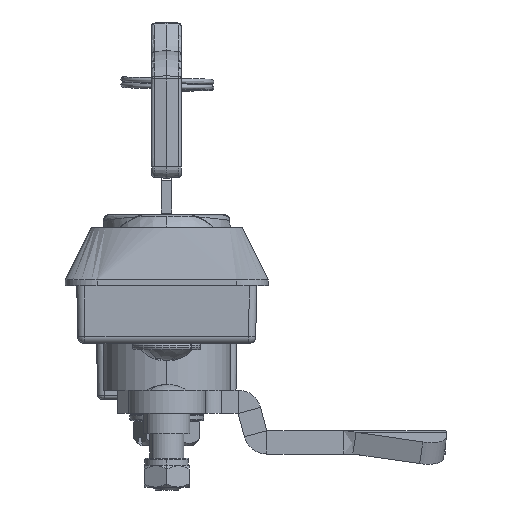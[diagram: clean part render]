
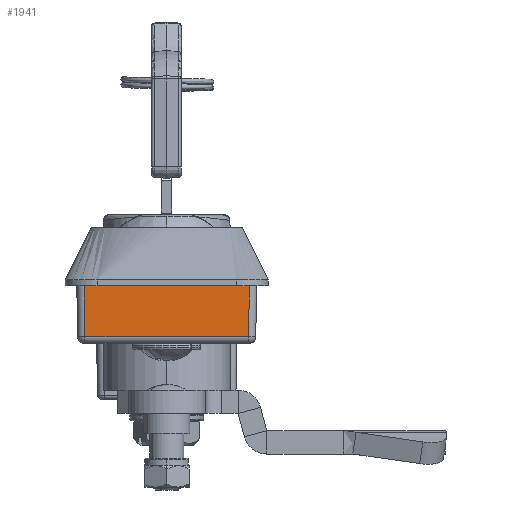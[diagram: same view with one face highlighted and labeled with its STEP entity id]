
A CAD part, left-side view. The second image highlights one B-rep face of the part: STEP entity #1941.
In plain terms, the highlighted planar face has unit normal (-1, 0, -0.018).
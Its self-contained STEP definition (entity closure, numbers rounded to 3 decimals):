
#399 = CARTESIAN_POINT ( 'NONE',  ( -51.847, -14.076, -8.772 ) ) ;
#1941 = ADVANCED_FACE ( 'NONE', ( #8774 ), #9212, .T. ) ;
#2665 = VERTEX_POINT ( 'NONE', #23737 ) ;
#3989 = LINE ( 'NONE', #399, #36629 ) ;
#4166 = VECTOR ( 'NONE', #27721, 1000. ) ;
#4406 = VECTOR ( 'NONE', #22320, 1000. ) ;
#6580 = CARTESIAN_POINT ( 'NONE',  ( -51.991, -14.241, -0.519 ) ) ;
#6793 = LINE ( 'NONE', #6580, #10382 ) ;
#8551 = DIRECTION ( 'NONE',  ( -0.017, 0., 1. ) ) ;
#8705 = CARTESIAN_POINT ( 'NONE',  ( -52., 14.251, 0.021 ) ) ;
#8774 = FACE_OUTER_BOUND ( 'NONE', #10085, .T. ) ;
#9212 = PLANE ( 'NONE',  #28517 ) ;
#10085 = EDGE_LOOP ( 'NONE', ( #28169, #39308, #14001, #14394 ) ) ;
#10382 = VECTOR ( 'NONE', #20413, 1000. ) ;
#14001 = ORIENTED_EDGE ( 'NONE', *, *, #24542, .T. ) ;
#14394 = ORIENTED_EDGE ( 'NONE', *, *, #15714, .F. ) ;
#15679 = DIRECTION ( 'NONE',  ( -1., 0., -0.017 ) ) ;
#15714 = EDGE_CURVE ( 'NONE', #2665, #30185, #38685, .T. ) ;
#16212 = VERTEX_POINT ( 'NONE', #38746 ) ;
#20413 = DIRECTION ( 'NONE',  ( -0.017, -0.017, 1. ) ) ;
#21699 = CARTESIAN_POINT ( 'NONE',  ( -52., 15.5, 0. ) ) ;
#22320 = DIRECTION ( 'NONE',  ( 0.017, -0.017, -1. ) ) ;
#23737 = CARTESIAN_POINT ( 'NONE',  ( -52., 14.25, 0. ) ) ;
#24542 = EDGE_CURVE ( 'NONE', #16212, #30185, #6793, .T. ) ;
#27721 = DIRECTION ( 'NONE',  ( 0., -1., 0. ) ) ;
#28169 = ORIENTED_EDGE ( 'NONE', *, *, #40840, .T. ) ;
#28517 = AXIS2_PLACEMENT_3D ( 'NONE', #33314, #15679, #8551 ) ;
#30185 = VERTEX_POINT ( 'NONE', #36059 ) ;
#32805 = LINE ( 'NONE', #8705, #4406 ) ;
#33314 = CARTESIAN_POINT ( 'NONE',  ( -52., 15.5, 0. ) ) ;
#34115 = DIRECTION ( 'NONE',  ( 0., -1., 0. ) ) ;
#36059 = CARTESIAN_POINT ( 'NONE',  ( -52., -14.25, 0. ) ) ;
#36629 = VECTOR ( 'NONE', #34115, 1000. ) ;
#37102 = VERTEX_POINT ( 'NONE', #41631 ) ;
#38685 = LINE ( 'NONE', #21699, #4166 ) ;
#38746 = CARTESIAN_POINT ( 'NONE',  ( -51.847, -14.097, -8.772 ) ) ;
#39308 = ORIENTED_EDGE ( 'NONE', *, *, #44069, .T. ) ;
#40840 = EDGE_CURVE ( 'NONE', #2665, #37102, #32805, .T. ) ;
#41631 = CARTESIAN_POINT ( 'NONE',  ( -51.847, 14.097, -8.772 ) ) ;
#44069 = EDGE_CURVE ( 'NONE', #37102, #16212, #3989, .T. ) ;
